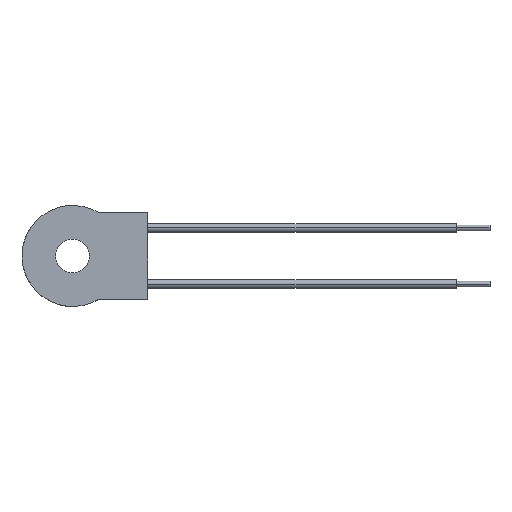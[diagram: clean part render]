
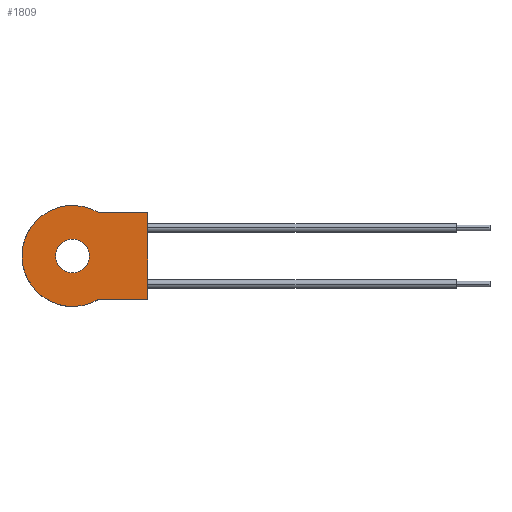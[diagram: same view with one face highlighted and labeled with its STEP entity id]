
A CAD part, top view. The second image highlights one B-rep face of the part: STEP entity #1809.
In plain terms, the highlighted planar face has unit normal (0, 0, 1).
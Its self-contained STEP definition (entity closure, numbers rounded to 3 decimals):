
#5 = VERTEX_POINT ( 'NONE', #119 ) ;
#101 = AXIS2_PLACEMENT_3D ( 'NONE', #975, #2799, #2313 ) ;
#115 = PLANE ( 'NONE',  #1946 ) ;
#119 = CARTESIAN_POINT ( 'NONE',  ( 3., 0., 7.1 ) ) ;
#158 = CARTESIAN_POINT ( 'NONE',  ( 4.576, -7.75, 7.1 ) ) ;
#184 = DIRECTION ( 'NONE',  ( 1., 0., 0. ) ) ;
#262 = AXIS2_PLACEMENT_3D ( 'NONE', #348, #1970, #589 ) ;
#309 = EDGE_CURVE ( 'NONE', #2547, #384, #2637, .T. ) ;
#322 = EDGE_CURVE ( 'NONE', #568, #1678, #483, .T. ) ;
#348 = CARTESIAN_POINT ( 'NONE',  ( 0., 0., 7.1 ) ) ;
#384 = VERTEX_POINT ( 'NONE', #2996 ) ;
#389 = VERTEX_POINT ( 'NONE', #1618 ) ;
#393 = DIRECTION ( 'NONE',  ( 1., 0., 0. ) ) ;
#423 = ORIENTED_EDGE ( 'NONE', *, *, #735, .T. ) ;
#483 = LINE ( 'NONE', #1559, #2505 ) ;
#541 = DIRECTION ( 'NONE',  ( 0., 0., 1. ) ) ;
#568 = VERTEX_POINT ( 'NONE', #2396 ) ;
#579 = CIRCLE ( 'NONE', #1144, 3. ) ;
#589 = DIRECTION ( 'NONE',  ( 1., 0., 0. ) ) ;
#702 = VECTOR ( 'NONE', #2298, 1000. ) ;
#735 = EDGE_CURVE ( 'NONE', #2010, #2547, #1283, .T. ) ;
#931 = ORIENTED_EDGE ( 'NONE', *, *, #2463, .F. ) ;
#975 = CARTESIAN_POINT ( 'NONE',  ( 0., 0., 7.1 ) ) ;
#1026 = EDGE_LOOP ( 'NONE', ( #1543, #1615, #2903, #423, #2718 ) ) ;
#1030 = DIRECTION ( 'NONE',  ( 0., 0., 1. ) ) ;
#1076 = DIRECTION ( 'NONE',  ( -1., 0., 0. ) ) ;
#1090 = CARTESIAN_POINT ( 'NONE',  ( 13.4, -7.75, 7.1 ) ) ;
#1144 = AXIS2_PLACEMENT_3D ( 'NONE', #1468, #541, #1693 ) ;
#1184 = LINE ( 'NONE', #2075, #702 ) ;
#1232 = FACE_BOUND ( 'NONE', #1747, .T. ) ;
#1242 = VECTOR ( 'NONE', #393, 1000. ) ;
#1283 = CIRCLE ( 'NONE', #262, 9. ) ;
#1308 = AXIS2_PLACEMENT_3D ( 'NONE', #2267, #2728, #184 ) ;
#1468 = CARTESIAN_POINT ( 'NONE',  ( 0., 0., 7.1 ) ) ;
#1473 = CARTESIAN_POINT ( 'NONE',  ( -9., 0., 7.1 ) ) ;
#1486 = CIRCLE ( 'NONE', #1308, 9. ) ;
#1543 = ORIENTED_EDGE ( 'NONE', *, *, #2784, .T. ) ;
#1559 = CARTESIAN_POINT ( 'NONE',  ( 13.4, 7.75, 7.1 ) ) ;
#1572 = EDGE_CURVE ( 'NONE', #389, #5, #2319, .T. ) ;
#1615 = ORIENTED_EDGE ( 'NONE', *, *, #322, .T. ) ;
#1618 = CARTESIAN_POINT ( 'NONE',  ( -3., 0., 7.1 ) ) ;
#1678 = VERTEX_POINT ( 'NONE', #1920 ) ;
#1693 = DIRECTION ( 'NONE',  ( 1., 0., 0. ) ) ;
#1739 = CARTESIAN_POINT ( 'NONE',  ( 0., 0., 7.1 ) ) ;
#1747 = EDGE_LOOP ( 'NONE', ( #2866, #931 ) ) ;
#1809 = ADVANCED_FACE ( 'NONE', ( #1858, #1232 ), #115, .T. ) ;
#1858 = FACE_OUTER_BOUND ( 'NONE', #1026, .T. ) ;
#1920 = CARTESIAN_POINT ( 'NONE',  ( 4.576, 7.75, 7.1 ) ) ;
#1946 = AXIS2_PLACEMENT_3D ( 'NONE', #1739, #1030, #2663 ) ;
#1970 = DIRECTION ( 'NONE',  ( 0., 0., 1. ) ) ;
#2010 = VERTEX_POINT ( 'NONE', #1473 ) ;
#2075 = CARTESIAN_POINT ( 'NONE',  ( 13.4, 0., 7.1 ) ) ;
#2267 = CARTESIAN_POINT ( 'NONE',  ( 0., 0., 7.1 ) ) ;
#2298 = DIRECTION ( 'NONE',  ( 0., 1., 0. ) ) ;
#2313 = DIRECTION ( 'NONE',  ( 1., 0., 0. ) ) ;
#2319 = CIRCLE ( 'NONE', #101, 3. ) ;
#2396 = CARTESIAN_POINT ( 'NONE',  ( 13.4, 7.75, 7.1 ) ) ;
#2463 = EDGE_CURVE ( 'NONE', #5, #389, #579, .T. ) ;
#2505 = VECTOR ( 'NONE', #1076, 1000. ) ;
#2547 = VERTEX_POINT ( 'NONE', #158 ) ;
#2637 = LINE ( 'NONE', #1090, #1242 ) ;
#2663 = DIRECTION ( 'NONE',  ( 1., 0., 0. ) ) ;
#2688 = EDGE_CURVE ( 'NONE', #1678, #2010, #1486, .T. ) ;
#2718 = ORIENTED_EDGE ( 'NONE', *, *, #309, .T. ) ;
#2728 = DIRECTION ( 'NONE',  ( 0., 0., 1. ) ) ;
#2784 = EDGE_CURVE ( 'NONE', #384, #568, #1184, .T. ) ;
#2799 = DIRECTION ( 'NONE',  ( 0., 0., 1. ) ) ;
#2866 = ORIENTED_EDGE ( 'NONE', *, *, #1572, .F. ) ;
#2903 = ORIENTED_EDGE ( 'NONE', *, *, #2688, .T. ) ;
#2996 = CARTESIAN_POINT ( 'NONE',  ( 13.4, -7.75, 7.1 ) ) ;
